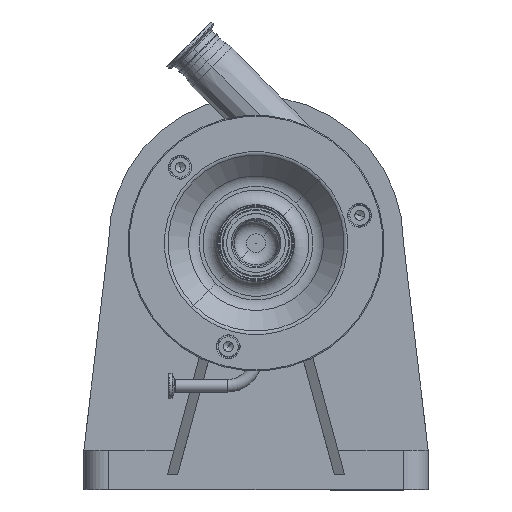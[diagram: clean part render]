
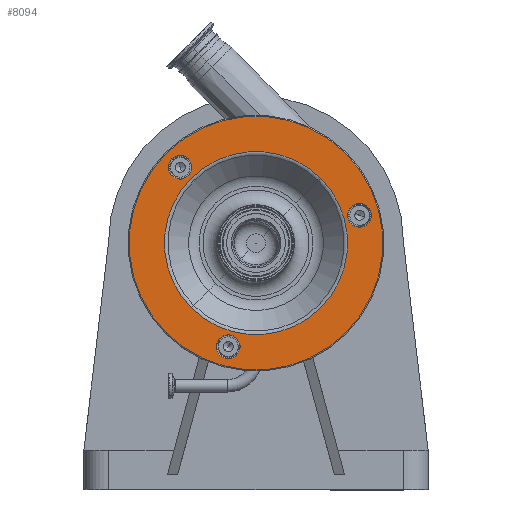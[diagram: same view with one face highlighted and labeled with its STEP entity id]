
A CAD part, top view. The second image highlights one B-rep face of the part: STEP entity #8094.
In plain terms, the highlighted planar face has unit normal (0, 0, 1).
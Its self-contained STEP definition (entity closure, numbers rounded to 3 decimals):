
#224 = EDGE_CURVE ( 'NONE', #12056, #3478, #4236, .T. ) ;
#262 = VERTEX_POINT ( 'NONE', #6273 ) ;
#593 = AXIS2_PLACEMENT_3D ( 'NONE', #5814, #7065, #17542 ) ;
#825 = AXIS2_PLACEMENT_3D ( 'NONE', #4117, #12390, #8579 ) ;
#831 = EDGE_LOOP ( 'NONE', ( #1053, #17522 ) ) ;
#916 = CARTESIAN_POINT ( 'NONE',  ( 0., 250., 93.5 ) ) ;
#1034 = AXIS2_PLACEMENT_3D ( 'NONE', #916, #14224, #1115 ) ;
#1053 = ORIENTED_EDGE ( 'NONE', *, *, #8640, .T. ) ;
#1111 = AXIS2_PLACEMENT_3D ( 'NONE', #1593, #18096, #7723 ) ;
#1115 = DIRECTION ( 'NONE',  ( -0.707, -0.707, 0. ) ) ;
#1279 = ORIENTED_EDGE ( 'NONE', *, *, #2381, .F. ) ;
#1518 = CARTESIAN_POINT ( 'NONE',  ( -68.589, 335.56, 93.5 ) ) ;
#1593 = CARTESIAN_POINT ( 'NONE',  ( -28.211, 144.714, 93.5 ) ) ;
#2203 = AXIS2_PLACEMENT_3D ( 'NONE', #11297, #15644, #10047 ) ;
#2250 = EDGE_LOOP ( 'NONE', ( #1279, #7794 ) ) ;
#2381 = EDGE_CURVE ( 'NONE', #8871, #8516, #2561, .T. ) ;
#2397 = CARTESIAN_POINT ( 'NONE',  ( -77.075, 327.075, 93.5 ) ) ;
#2561 = CIRCLE ( 'NONE', #18982, 129. ) ;
#2823 = DIRECTION ( 'NONE',  ( 0., 0., -1. ) ) ;
#2829 = ORIENTED_EDGE ( 'NONE', *, *, #12061, .T. ) ;
#3035 = CARTESIAN_POINT ( 'NONE',  ( 0., 250., 93.5 ) ) ;
#3036 = EDGE_CURVE ( 'NONE', #8516, #8871, #16213, .T. ) ;
#3201 = EDGE_CURVE ( 'NONE', #10683, #7212, #10672, .T. ) ;
#3478 = VERTEX_POINT ( 'NONE', #18164 ) ;
#3776 = CIRCLE ( 'NONE', #2203, 12. ) ;
#4117 = CARTESIAN_POINT ( 'NONE',  ( -77.075, 327.075, 93.5 ) ) ;
#4236 = CIRCLE ( 'NONE', #1111, 12. ) ;
#4709 = DIRECTION ( 'NONE',  ( -0.707, -0.707, 0. ) ) ;
#5470 = CARTESIAN_POINT ( 'NONE',  ( -36.697, 136.229, 93.5 ) ) ;
#5814 = CARTESIAN_POINT ( 'NONE',  ( -28.211, 144.714, 93.5 ) ) ;
#5960 = DIRECTION ( 'NONE',  ( 0., 0., -1. ) ) ;
#6134 = EDGE_CURVE ( 'NONE', #7212, #10683, #19186, .T. ) ;
#6160 = DIRECTION ( 'NONE',  ( 0., 0., -1. ) ) ;
#6273 = CARTESIAN_POINT ( 'NONE',  ( -85.56, 318.589, 93.5 ) ) ;
#6417 = VERTEX_POINT ( 'NONE', #15430 ) ;
#6570 = ORIENTED_EDGE ( 'NONE', *, *, #12573, .T. ) ;
#6672 = EDGE_CURVE ( 'NONE', #17420, #6417, #16064, .T. ) ;
#6744 = CIRCLE ( 'NONE', #17581, 12. ) ;
#7055 = CIRCLE ( 'NONE', #825, 12. ) ;
#7065 = DIRECTION ( 'NONE',  ( 0., 0., -1. ) ) ;
#7212 = VERTEX_POINT ( 'NONE', #18735 ) ;
#7399 = CARTESIAN_POINT ( 'NONE',  ( 91.217, 341.217, 93.5 ) ) ;
#7422 = FACE_BOUND ( 'NONE', #19013, .T. ) ;
#7625 = ORIENTED_EDGE ( 'NONE', *, *, #6134, .T. ) ;
#7655 = DIRECTION ( 'NONE',  ( 0., 0., -1. ) ) ;
#7723 = DIRECTION ( 'NONE',  ( -0.707, -0.707, 0. ) ) ;
#7733 = AXIS2_PLACEMENT_3D ( 'NONE', #14940, #2823, #13404 ) ;
#7794 = ORIENTED_EDGE ( 'NONE', *, *, #3036, .F. ) ;
#7845 = EDGE_LOOP ( 'NONE', ( #19150, #18456 ) ) ;
#8094 = ADVANCED_FACE ( 'NONE', ( #10528, #12185, #7422, #10726, #8897 ), #14985, .F. ) ;
#8443 = DIRECTION ( 'NONE',  ( -0.707, -0.707, 0. ) ) ;
#8516 = VERTEX_POINT ( 'NONE', #7399 ) ;
#8579 = DIRECTION ( 'NONE',  ( -0.707, -0.707, 0. ) ) ;
#8640 = EDGE_CURVE ( 'NONE', #3478, #12056, #9316, .T. ) ;
#8871 = VERTEX_POINT ( 'NONE', #15010 ) ;
#8897 = FACE_BOUND ( 'NONE', #10409, .T. ) ;
#9316 = CIRCLE ( 'NONE', #593, 12. ) ;
#10047 = DIRECTION ( 'NONE',  ( -0.707, -0.707, 0. ) ) ;
#10260 = DIRECTION ( 'NONE',  ( 0., 0., -1. ) ) ;
#10409 = EDGE_LOOP ( 'NONE', ( #10893, #7625 ) ) ;
#10528 = FACE_BOUND ( 'NONE', #7845, .T. ) ;
#10672 = CIRCLE ( 'NONE', #1034, 93.071 ) ;
#10683 = VERTEX_POINT ( 'NONE', #13993 ) ;
#10726 = FACE_OUTER_BOUND ( 'NONE', #2250, .T. ) ;
#10893 = ORIENTED_EDGE ( 'NONE', *, *, #3201, .T. ) ;
#11297 = CARTESIAN_POINT ( 'NONE',  ( 105.286, 278.211, 93.5 ) ) ;
#12056 = VERTEX_POINT ( 'NONE', #5470 ) ;
#12061 = EDGE_CURVE ( 'NONE', #262, #14115, #7055, .T. ) ;
#12185 = FACE_BOUND ( 'NONE', #831, .T. ) ;
#12390 = DIRECTION ( 'NONE',  ( 0., 0., -1. ) ) ;
#12573 = EDGE_CURVE ( 'NONE', #14115, #262, #6744, .T. ) ;
#13404 = DIRECTION ( 'NONE',  ( -0.707, -0.707, 0. ) ) ;
#13563 = DIRECTION ( 'NONE',  ( -0.707, -0.707, 0. ) ) ;
#13993 = CARTESIAN_POINT ( 'NONE',  ( -65.811, 184.189, 93.5 ) ) ;
#14115 = VERTEX_POINT ( 'NONE', #1518 ) ;
#14224 = DIRECTION ( 'NONE',  ( 0., 0., -1. ) ) ;
#14787 = DIRECTION ( 'NONE',  ( -0.707, -0.707, 0. ) ) ;
#14940 = CARTESIAN_POINT ( 'NONE',  ( 105.286, 278.211, 93.5 ) ) ;
#14985 = PLANE ( 'NONE',  #17516 ) ;
#15010 = CARTESIAN_POINT ( 'NONE',  ( -91.217, 158.783, 93.5 ) ) ;
#15020 = CARTESIAN_POINT ( 'NONE',  ( 0., 250., 93.5 ) ) ;
#15430 = CARTESIAN_POINT ( 'NONE',  ( 113.771, 286.697, 93.5 ) ) ;
#15488 = DIRECTION ( 'NONE',  ( 0., 0., -1. ) ) ;
#15644 = DIRECTION ( 'NONE',  ( 0., 0., -1. ) ) ;
#15909 = AXIS2_PLACEMENT_3D ( 'NONE', #15020, #7655, #13563 ) ;
#15936 = EDGE_CURVE ( 'NONE', #6417, #17420, #3776, .T. ) ;
#16064 = CIRCLE ( 'NONE', #7733, 12. ) ;
#16141 = DIRECTION ( 'NONE',  ( -0.707, -0.707, 0. ) ) ;
#16213 = CIRCLE ( 'NONE', #15909, 129. ) ;
#16420 = CARTESIAN_POINT ( 'NONE',  ( -91.217, 341.217, 93.5 ) ) ;
#17420 = VERTEX_POINT ( 'NONE', #18290 ) ;
#17516 = AXIS2_PLACEMENT_3D ( 'NONE', #16420, #6160, #14787 ) ;
#17522 = ORIENTED_EDGE ( 'NONE', *, *, #224, .T. ) ;
#17542 = DIRECTION ( 'NONE',  ( -0.707, -0.707, 0. ) ) ;
#17581 = AXIS2_PLACEMENT_3D ( 'NONE', #2397, #15488, #8443 ) ;
#17948 = AXIS2_PLACEMENT_3D ( 'NONE', #3035, #5960, #4709 ) ;
#18096 = DIRECTION ( 'NONE',  ( 0., 0., -1. ) ) ;
#18164 = CARTESIAN_POINT ( 'NONE',  ( -19.726, 153.199, 93.5 ) ) ;
#18290 = CARTESIAN_POINT ( 'NONE',  ( 96.801, 269.726, 93.5 ) ) ;
#18456 = ORIENTED_EDGE ( 'NONE', *, *, #6672, .T. ) ;
#18735 = CARTESIAN_POINT ( 'NONE',  ( 65.811, 315.811, 93.5 ) ) ;
#18982 = AXIS2_PLACEMENT_3D ( 'NONE', #19068, #10260, #16141 ) ;
#19013 = EDGE_LOOP ( 'NONE', ( #6570, #2829 ) ) ;
#19068 = CARTESIAN_POINT ( 'NONE',  ( 0., 250., 93.5 ) ) ;
#19150 = ORIENTED_EDGE ( 'NONE', *, *, #15936, .T. ) ;
#19186 = CIRCLE ( 'NONE', #17948, 93.071 ) ;
